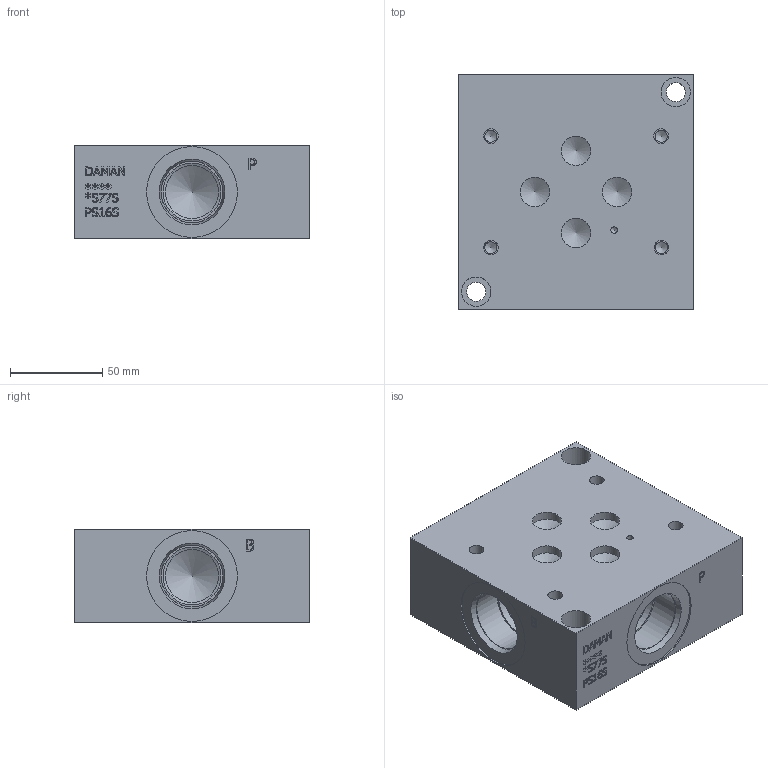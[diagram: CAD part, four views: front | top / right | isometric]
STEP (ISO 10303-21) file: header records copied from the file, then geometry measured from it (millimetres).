
FILE_DESCRIPTION(/* description */ (''),/* implementation_level */ '2;1');
FILE_NAME(/* name */ '_S77SPS16S.stp',/* time_stamp */ '2022-10-03T15:30:22-04:00',/* author */ ('bobbyh'),/* organization */ (''),/* preprocessor_version */ 'ST-DEVELOPER v18',/* originating_system */ 'Autodesk Inventor 2020',/* authorisation */ '');
FILE_SCHEMA (('AUTOMOTIVE_DESIGN { 1 0 10303 214 3 1 1 }'));
Length unit declared in the file: millimetre
Products named in the file (1): Part_AS77SPS16S_3D
Bounding box: 127 x 127 x 50.8 mm (x, y, z)
Volume: 682122.5 mm3; surface area: 78376.5 mm2
Topology: 1 solids, 1 shells, 464 faces, 1275 edges, 859 vertices
Faces by surface type: plane 280, bspline 122, cylinder 37, cone 25
Full cylindrical faces by diameter (mm): 3.454 x1, 6.528 x4, 7.925 x4, 10.312 x2, 15.875 x6, 28.575 x4, 31.267 x4, 33.34 x4, 33.757 x4, 49.124 x4
Entity records: 15685 total; most frequent: CARTESIAN_POINT 4172, ORIENTED_EDGE 2524, DIRECTION 1842, EDGE_CURVE 1262, LINE 880, VECTOR 880, VERTEX_POINT 859, EDGE_LOOP 527
